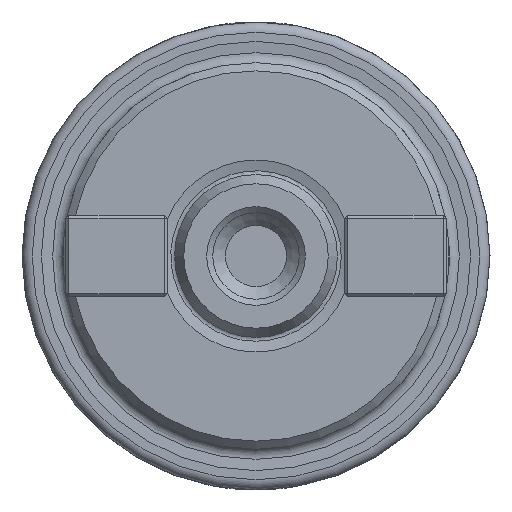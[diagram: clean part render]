
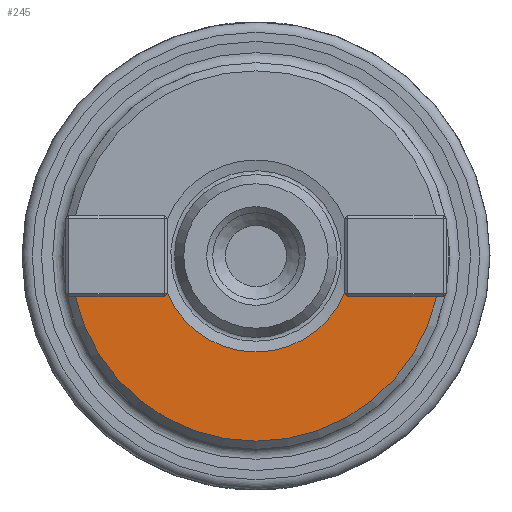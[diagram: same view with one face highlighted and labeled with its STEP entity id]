
A CAD part, left-side view. The second image highlights one B-rep face of the part: STEP entity #245.
In plain terms, the highlighted planar face has unit normal (-1, 0, 0).
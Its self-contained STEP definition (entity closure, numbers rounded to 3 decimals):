
#152=CIRCLE('',#1815,9.435);
#153=CIRCLE('',#1816,18.2);
#245=ADVANCED_FACE('',(#416),#356,.F.);
#356=PLANE('',#1817);
#416=FACE_OUTER_BOUND('',#497,.T.);
#497=EDGE_LOOP('',(#758,#759,#760,#761,#762,#763,#764,#765));
#758=ORIENTED_EDGE('',*,*,#1311,.F.);
#759=ORIENTED_EDGE('',*,*,#1335,.F.);
#760=ORIENTED_EDGE('',*,*,#1332,.F.);
#761=ORIENTED_EDGE('',*,*,#1365,.F.);
#762=ORIENTED_EDGE('',*,*,#1366,.T.);
#763=ORIENTED_EDGE('',*,*,#1367,.T.);
#764=ORIENTED_EDGE('',*,*,#1368,.T.);
#765=ORIENTED_EDGE('',*,*,#1369,.T.);
#1150=VERTEX_POINT('',#2460);
#1151=VERTEX_POINT('',#2461);
#1171=VERTEX_POINT('',#2516);
#1172=VERTEX_POINT('',#2518);
#1184=VERTEX_POINT('',#2587);
#1185=VERTEX_POINT('',#2589);
#1186=VERTEX_POINT('',#2591);
#1187=VERTEX_POINT('',#2593);
#1311=EDGE_CURVE('',#1150,#1151,#1551,.T.);
#1332=EDGE_CURVE('',#1171,#1172,#1568,.T.);
#1335=EDGE_CURVE('',#1172,#1150,#1571,.T.);
#1365=EDGE_CURVE('',#1184,#1171,#152,.T.);
#1366=EDGE_CURVE('',#1184,#1185,#1595,.T.);
#1367=EDGE_CURVE('',#1185,#1186,#1596,.T.);
#1368=EDGE_CURVE('',#1186,#1187,#1597,.T.);
#1369=EDGE_CURVE('',#1187,#1151,#153,.T.);
#1551=LINE('',#2459,#1665);
#1568=LINE('',#2517,#1682);
#1571=LINE('',#2523,#1685);
#1595=LINE('',#2588,#1709);
#1596=LINE('',#2590,#1710);
#1597=LINE('',#2592,#1711);
#1665=VECTOR('',#1977,1.);
#1682=VECTOR('',#2000,1.);
#1685=VECTOR('',#2005,1.);
#1709=VECTOR('',#2073,1.);
#1710=VECTOR('',#2074,1.);
#1711=VECTOR('',#2075,1.);
#1815=AXIS2_PLACEMENT_3D('',#2586,#2071,#2072);
#1816=AXIS2_PLACEMENT_3D('',#2594,#2076,#2077);
#1817=AXIS2_PLACEMENT_3D('',#2595,#2078,#2079);
#1977=DIRECTION('',(0.,-1.,0.));
#2000=DIRECTION('',(0.,0.,-1.));
#2005=DIRECTION('',(0.,-0.707,-0.707));
#2071=DIRECTION('',(-1.,0.,0.));
#2072=DIRECTION('',(0.,0.,-1.));
#2073=DIRECTION('',(0.,0.,-1.));
#2074=DIRECTION('',(0.,0.707,-0.707));
#2075=DIRECTION('',(0.,1.,0.));
#2076=DIRECTION('',(-1.,0.,0.));
#2077=DIRECTION('',(0.,0.,-1.));
#2078=DIRECTION('',(1.,0.,0.));
#2079=DIRECTION('',(0.,0.,-1.));
#2459=CARTESIAN_POINT('',(17.,-8.7,-4.));
#2460=CARTESIAN_POINT('',(17.,-9.,-4.));
#2461=CARTESIAN_POINT('',(17.,-17.755,-4.));
#2516=CARTESIAN_POINT('',(17.,-8.7,-3.652));
#2517=CARTESIAN_POINT('',(17.,-8.7,4.));
#2518=CARTESIAN_POINT('',(17.,-8.7,-3.7));
#2523=CARTESIAN_POINT('',(17.,-8.7,-3.7));
#2586=CARTESIAN_POINT('',(17.,0.,0.));
#2587=CARTESIAN_POINT('',(17.,8.7,-3.652));
#2588=CARTESIAN_POINT('',(17.,8.7,0.));
#2589=CARTESIAN_POINT('',(17.,8.7,-3.7));
#2590=CARTESIAN_POINT('',(17.,7.218,-2.218));
#2591=CARTESIAN_POINT('',(17.,9.,-4.));
#2592=CARTESIAN_POINT('',(17.,9.435,-4.));
#2593=CARTESIAN_POINT('',(17.,17.755,-4.));
#2594=CARTESIAN_POINT('',(17.,0.,0.));
#2595=CARTESIAN_POINT('',(17.,9.435,0.));
